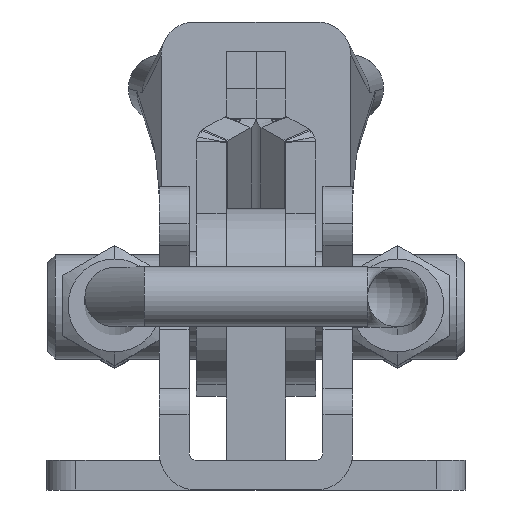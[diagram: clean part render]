
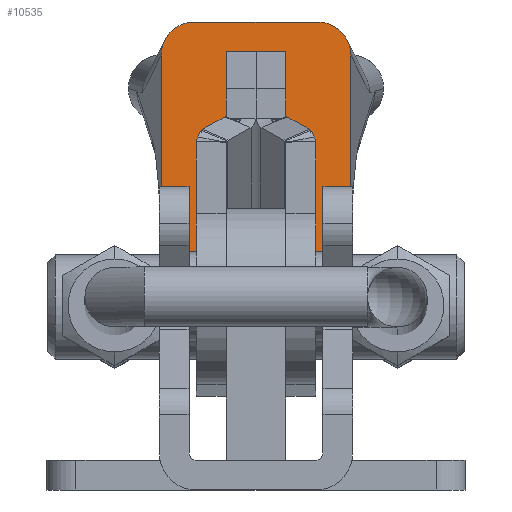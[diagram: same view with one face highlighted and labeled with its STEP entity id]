
A CAD part, left-side view. The second image highlights one B-rep face of the part: STEP entity #10535.
In plain terms, the highlighted face is planar.
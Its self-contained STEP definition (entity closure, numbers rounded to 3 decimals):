
#3239 = CARTESIAN_POINT ( 'NONE',  ( 0., 0., 8.6 ) ) ;
#3243 = PLANE ( 'NONE',  #14215 ) ;
#3248 = DIRECTION ( 'NONE',  ( 1., 0., 0. ) ) ;
#3249 = DIRECTION ( 'NONE',  ( 0., 0., -1. ) ) ;
#5379 = VERTEX_POINT ( 'NONE', #16823 ) ;
#5382 = VERTEX_POINT ( 'NONE', #16826 ) ;
#5384 = VERTEX_POINT ( 'NONE', #16828 ) ;
#5385 = VERTEX_POINT ( 'NONE', #16829 ) ;
#5386 = VERTEX_POINT ( 'NONE', #16830 ) ;
#5387 = VERTEX_POINT ( 'NONE', #16831 ) ;
#5391 = VERTEX_POINT ( 'NONE', #16835 ) ;
#5394 = VERTEX_POINT ( 'NONE', #16838 ) ;
#5396 = VERTEX_POINT ( 'NONE', #16840 ) ;
#5404 = VERTEX_POINT ( 'NONE', #19976 ) ;
#5407 = VERTEX_POINT ( 'NONE', #19981 ) ;
#5409 = VERTEX_POINT ( 'NONE', #19992 ) ;
#7866 = ORIENTED_EDGE ( 'NONE', *, *, #12203, .F. ) ;
#7867 = ORIENTED_EDGE ( 'NONE', *, *, #12204, .F. ) ;
#7868 = ORIENTED_EDGE ( 'NONE', *, *, #12205, .F. ) ;
#7869 = ORIENTED_EDGE ( 'NONE', *, *, #12206, .F. ) ;
#7870 = ORIENTED_EDGE ( 'NONE', *, *, #12179, .F. ) ;
#7871 = ORIENTED_EDGE ( 'NONE', *, *, #12207, .T. ) ;
#7872 = ORIENTED_EDGE ( 'NONE', *, *, #12208, .F. ) ;
#7873 = ORIENTED_EDGE ( 'NONE', *, *, #12209, .T. ) ;
#7874 = ORIENTED_EDGE ( 'NONE', *, *, #12201, .T. ) ;
#7875 = ORIENTED_EDGE ( 'NONE', *, *, #12210, .T. ) ;
#7876 = ORIENTED_EDGE ( 'NONE', *, *, #12211, .F. ) ;
#7877 = ORIENTED_EDGE ( 'NONE', *, *, #12212, .T. ) ;
#9384 = FACE_BOUND ( 'NONE', #14286, .T. ) ;
#9387 = FACE_OUTER_BOUND ( 'NONE', #14285, .T. ) ;
#10535 = ADVANCED_FACE ( 'NONE', ( #9384, #9387 ), #3243, .F. ) ;
#12179 = EDGE_CURVE ( 'NONE', #5409, #5407, #21530, .T. ) ;
#12201 = EDGE_CURVE ( 'NONE', #5386, #5396, #21563, .T. ) ;
#12203 = EDGE_CURVE ( 'NONE', #5391, #5387, #21567, .T. ) ;
#12204 = EDGE_CURVE ( 'NONE', #5404, #5391, #21565, .T. ) ;
#12205 = EDGE_CURVE ( 'NONE', #5382, #5404, #21569, .T. ) ;
#12206 = EDGE_CURVE ( 'NONE', #5387, #5382, #21571, .T. ) ;
#12207 = EDGE_CURVE ( 'NONE', #5409, #5385, #19905, .T. ) ;
#12208 = EDGE_CURVE ( 'NONE', #5384, #5385, #21575, .T. ) ;
#12209 = EDGE_CURVE ( 'NONE', #5384, #5386, #19906, .T. ) ;
#12210 = EDGE_CURVE ( 'NONE', #5396, #5394, #19907, .T. ) ;
#12211 = EDGE_CURVE ( 'NONE', #5379, #5394, #21577, .T. ) ;
#12212 = EDGE_CURVE ( 'NONE', #5379, #5407, #19908, .T. ) ;
#14215 = AXIS2_PLACEMENT_3D ( 'NONE', #3239, #3248, #3249 ) ;
#14285 = EDGE_LOOP ( 'NONE', ( #7870, #7871, #7872, #7873, #7874, #7875, #7876, #7877 ) ) ;
#14286 = EDGE_LOOP ( 'NONE', ( #7866, #7867, #7868, #7869 ) ) ;
#16823 = CARTESIAN_POINT ( 'NONE',  ( 0., 0.81, -6.33 ) ) ;
#16826 = CARTESIAN_POINT ( 'NONE',  ( 0., 2., -2. ) ) ;
#16828 = CARTESIAN_POINT ( 'NONE',  ( 0., 13.817, 6.386 ) ) ;
#16829 = CARTESIAN_POINT ( 'NONE',  ( 0., 0.81, 6.33 ) ) ;
#16830 = CARTESIAN_POINT ( 'NONE',  ( 0., 16.092, 4.122 ) ) ;
#16831 = CARTESIAN_POINT ( 'NONE',  ( 0., 14.092, -2. ) ) ;
#16835 = CARTESIAN_POINT ( 'NONE',  ( 0., 14.092, 2. ) ) ;
#16838 = CARTESIAN_POINT ( 'NONE',  ( 0., 13.817, -6.386 ) ) ;
#16840 = CARTESIAN_POINT ( 'NONE',  ( 0., 16.092, -4.122 ) ) ;
#19905 =( BOUNDED_CURVE ( )  B_SPLINE_CURVE ( 3, ( #23166, #23164, #23168, #23169 ),
 .UNSPECIFIED., .F., .F. ) 
 B_SPLINE_CURVE_WITH_KNOTS ( ( 4, 4 ),
 ( 1.475, 1.639 ),
 .UNSPECIFIED. ) 
 CURVE ( )  GEOMETRIC_REPRESENTATION_ITEM ( )  RATIONAL_B_SPLINE_CURVE ( ( 1., 0.998, 0.998, 1. ) ) 
 REPRESENTATION_ITEM ( '' )  );
#19906 =( BOUNDED_CURVE ( )  B_SPLINE_CURVE ( 3, ( #23171, #23167, #23175, #23176 ),
 .UNSPECIFIED., .F., .F. ) 
 B_SPLINE_CURVE_WITH_KNOTS ( ( 4, 4 ),
 ( 0.849, 2.429 ),
 .UNSPECIFIED. ) 
 CURVE ( )  GEOMETRIC_REPRESENTATION_ITEM ( )  RATIONAL_B_SPLINE_CURVE ( ( 1., 0.803, 0.803, 1. ) ) 
 REPRESENTATION_ITEM ( '' )  );
#19907 =( BOUNDED_CURVE ( )  B_SPLINE_CURVE ( 3, ( #23173, #23174, #23178, #23179 ),
 .UNSPECIFIED., .F., .F. ) 
 B_SPLINE_CURVE_WITH_KNOTS ( ( 4, 4 ),
 ( 0.713, 2.292 ),
 .UNSPECIFIED. ) 
 CURVE ( )  GEOMETRIC_REPRESENTATION_ITEM ( )  RATIONAL_B_SPLINE_CURVE ( ( 1., 0.803, 0.803, 1. ) ) 
 REPRESENTATION_ITEM ( '' )  );
#19908 =( BOUNDED_CURVE ( )  B_SPLINE_CURVE ( 3, ( #23181, #23177, #23185, #23186 ),
 .UNSPECIFIED., .F., .F. ) 
 B_SPLINE_CURVE_WITH_KNOTS ( ( 4, 4 ),
 ( 1.502, 1.666 ),
 .UNSPECIFIED. ) 
 CURVE ( )  GEOMETRIC_REPRESENTATION_ITEM ( )  RATIONAL_B_SPLINE_CURVE ( ( 1., 0.998, 0.998, 1. ) ) 
 REPRESENTATION_ITEM ( '' )  );
#19976 = CARTESIAN_POINT ( 'NONE',  ( 0., 2., 2. ) ) ;
#19981 = CARTESIAN_POINT ( 'NONE',  ( 0., 0., -6.297 ) ) ;
#19992 = CARTESIAN_POINT ( 'NONE',  ( 0., 0., 6.297 ) ) ;
#21530 = LINE ( 'NONE', #23097, #21533 ) ;
#21533 = VECTOR ( 'NONE', #23100, 1000. ) ;
#21563 = LINE ( 'NONE', #23155, #21566 ) ;
#21565 = LINE ( 'NONE', #23147, #21572 ) ;
#21566 = VECTOR ( 'NONE', #23157, 1000. ) ;
#21567 = LINE ( 'NONE', #23159, #21570 ) ;
#21569 = LINE ( 'NONE', #23156, #21573 ) ;
#21570 = VECTOR ( 'NONE', #23161, 1000. ) ;
#21571 = LINE ( 'NONE', #23160, #21574 ) ;
#21572 = VECTOR ( 'NONE', #23162, 1000. ) ;
#21573 = VECTOR ( 'NONE', #23163, 1000. ) ;
#21574 = VECTOR ( 'NONE', #23165, 1000. ) ;
#21575 = LINE ( 'NONE', #23170, #21576 ) ;
#21576 = VECTOR ( 'NONE', #23172, 1000. ) ;
#21577 = LINE ( 'NONE', #23180, #21578 ) ;
#21578 = VECTOR ( 'NONE', #23182, 1000. ) ;
#23097 = CARTESIAN_POINT ( 'NONE',  ( 0., 0., 8.6 ) ) ;
#23100 = DIRECTION ( 'NONE',  ( 0., 0., -1. ) ) ;
#23147 = CARTESIAN_POINT ( 'NONE',  ( 0., 14.092, 2. ) ) ;
#23155 = CARTESIAN_POINT ( 'NONE',  ( 0., 16.092, 8.6 ) ) ;
#23156 = CARTESIAN_POINT ( 'NONE',  ( 0., 2., -2. ) ) ;
#23157 = DIRECTION ( 'NONE',  ( 0., 0., -1. ) ) ;
#23159 = CARTESIAN_POINT ( 'NONE',  ( 0., 14.092, -2. ) ) ;
#23160 = CARTESIAN_POINT ( 'NONE',  ( 0., 14.092, -2. ) ) ;
#23161 = DIRECTION ( 'NONE',  ( 0., 0., -1. ) ) ;
#23162 = DIRECTION ( 'NONE',  ( 0., 1., 0. ) ) ;
#23163 = DIRECTION ( 'NONE',  ( 0., 0., 1. ) ) ;
#23164 = CARTESIAN_POINT ( 'NONE',  ( 0., 0.269, 6.318 ) ) ;
#23165 = DIRECTION ( 'NONE',  ( 0., -1., 0. ) ) ;
#23166 = CARTESIAN_POINT ( 'NONE',  ( 0., 0., 6.297 ) ) ;
#23167 = CARTESIAN_POINT ( 'NONE',  ( 0., 15.147, 6.391 ) ) ;
#23168 = CARTESIAN_POINT ( 'NONE',  ( 0., 0.54, 6.329 ) ) ;
#23169 = CARTESIAN_POINT ( 'NONE',  ( 0., 0.81, 6.33 ) ) ;
#23170 = CARTESIAN_POINT ( 'NONE',  ( 0., 0.01, 6.327 ) ) ;
#23171 = CARTESIAN_POINT ( 'NONE',  ( 0., 13.817, 6.386 ) ) ;
#23172 = DIRECTION ( 'NONE',  ( 0., -1., -0.004 ) ) ;
#23173 = CARTESIAN_POINT ( 'NONE',  ( 0., 16.092, -4.122 ) ) ;
#23174 = CARTESIAN_POINT ( 'NONE',  ( 0., 16.092, -5.451 ) ) ;
#23175 = CARTESIAN_POINT ( 'NONE',  ( 0., 16.092, 5.451 ) ) ;
#23176 = CARTESIAN_POINT ( 'NONE',  ( 0., 16.092, 4.122 ) ) ;
#23177 = CARTESIAN_POINT ( 'NONE',  ( 0., 0.54, -6.329 ) ) ;
#23178 = CARTESIAN_POINT ( 'NONE',  ( 0., 15.147, -6.391 ) ) ;
#23179 = CARTESIAN_POINT ( 'NONE',  ( 0., 13.817, -6.386 ) ) ;
#23180 = CARTESIAN_POINT ( 'NONE',  ( 0., -0.064, -6.326 ) ) ;
#23181 = CARTESIAN_POINT ( 'NONE',  ( 0., 0.81, -6.33 ) ) ;
#23182 = DIRECTION ( 'NONE',  ( 0., 1., -0.004 ) ) ;
#23185 = CARTESIAN_POINT ( 'NONE',  ( 0., 0.269, -6.318 ) ) ;
#23186 = CARTESIAN_POINT ( 'NONE',  ( 0., 0., -6.297 ) ) ;
